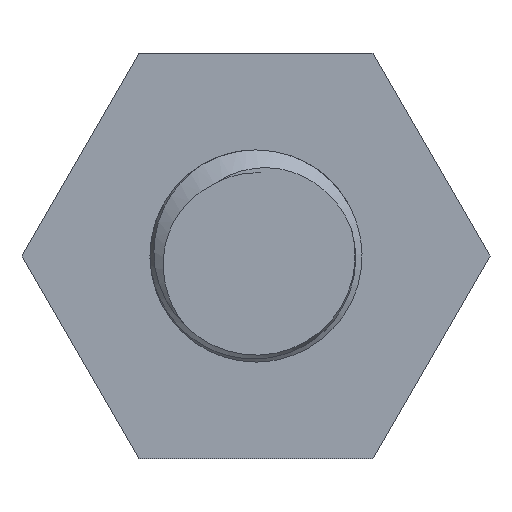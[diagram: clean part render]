
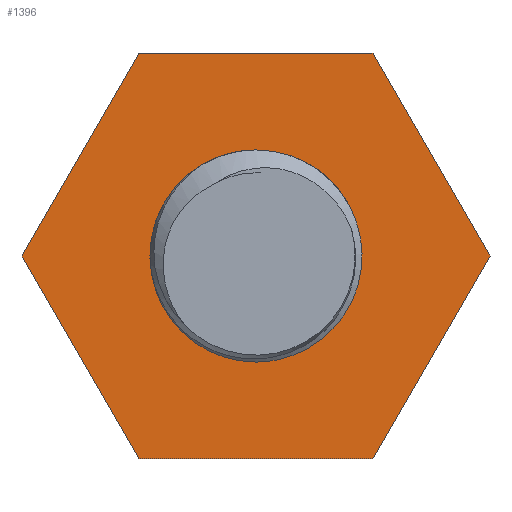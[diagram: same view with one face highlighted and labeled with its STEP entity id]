
A CAD part, front view. The second image highlights one B-rep face of the part: STEP entity #1396.
In plain terms, the highlighted planar face has unit normal (0, -1, 0).
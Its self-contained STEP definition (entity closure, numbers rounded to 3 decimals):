
#30 = AXIS2_PLACEMENT_3D ( 'NONE', #1917, #1848, #1839 ) ;
#68 = DIRECTION ( 'NONE',  ( 1., 0., 0. ) ) ;
#130 = DIRECTION ( 'NONE',  ( -0.5, 0., -0.866 ) ) ;
#178 = DIRECTION ( 'NONE',  ( 0.5, 0., 0.866 ) ) ;
#190 = CARTESIAN_POINT ( 'NONE',  ( 1.206, 0., 2.675 ) ) ;
#207 = CARTESIAN_POINT ( 'NONE',  ( -0.339, 0., 0. ) ) ;
#222 = VECTOR ( 'NONE', #3031, 1000. ) ;
#226 = LINE ( 'NONE', #3072, #222 ) ;
#252 = VECTOR ( 'NONE', #68, 1000. ) ;
#262 = LINE ( 'NONE', #190, #252 ) ;
#265 = VECTOR ( 'NONE', #178, 1000. ) ;
#275 = LINE ( 'NONE', #207, #265 ) ;
#396 = VECTOR ( 'NONE', #728, 1000. ) ;
#406 = VECTOR ( 'NONE', #1138, 1000. ) ;
#411 = LINE ( 'NONE', #755, #396 ) ;
#415 = LINE ( 'NONE', #850, #406 ) ;
#426 = CIRCLE ( 'NONE', #2249, 1.4 ) ;
#480 = VECTOR ( 'NONE', #130, 1000. ) ;
#493 = LINE ( 'NONE', #3790, #480 ) ;
#728 = DIRECTION ( 'NONE',  ( -0.5, 0., 0.866 ) ) ;
#735 = FACE_OUTER_BOUND ( 'NONE', #1452, .T. ) ;
#755 = CARTESIAN_POINT ( 'NONE',  ( 1.206, 0., -2.675 ) ) ;
#758 = FACE_BOUND ( 'NONE', #1424, .T. ) ;
#850 = CARTESIAN_POINT ( 'NONE',  ( 4.294, 0., 2.675 ) ) ;
#869 = CARTESIAN_POINT ( 'NONE',  ( 2.2, 0., -0.953 ) ) ;
#883 = CARTESIAN_POINT ( 'NONE',  ( 2.074, 0., -0.895 ) ) ;
#898 = CARTESIAN_POINT ( 'NONE',  ( 1.959, 0., -0.815 ) ) ;
#911 = CARTESIAN_POINT ( 'NONE',  ( 1.767, 0., -0.621 ) ) ;
#927 = CARTESIAN_POINT ( 'NONE',  ( 1.687, 0., -0.506 ) ) ;
#957 = CARTESIAN_POINT ( 'NONE',  ( 1.574, 0., -0.258 ) ) ;
#972 = CARTESIAN_POINT ( 'NONE',  ( 1.539, 0., -0.122 ) ) ;
#985 = CARTESIAN_POINT ( 'NONE',  ( 1.519, 0., 0.15 ) ) ;
#1048 = CARTESIAN_POINT ( 'NONE',  ( 1.531, 0., 0.289 ) ) ;
#1062 = CARTESIAN_POINT ( 'NONE',  ( 1.631, 0., 0.685 ) ) ;
#1088 = CARTESIAN_POINT ( 'NONE',  ( 1.786, 0., 0.928 ) ) ;
#1101 = CARTESIAN_POINT ( 'NONE',  ( 2.106, 0., 1.186 ) ) ;
#1107 = CARTESIAN_POINT ( 'NONE',  ( 2.224, 0., 1.255 ) ) ;
#1117 = CARTESIAN_POINT ( 'NONE',  ( 2.48, 0., 1.357 ) ) ;
#1138 = DIRECTION ( 'NONE',  ( 0.5, 0., -0.866 ) ) ;
#1163 = CARTESIAN_POINT ( 'NONE',  ( 2.75, 0., 1.4 ) ) ;
#1177 = CARTESIAN_POINT ( 'NONE',  ( 2.613, 0., 1.388 ) ) ;
#1183 = DIRECTION ( 'NONE',  ( 0., 0., 1. ) ) ;
#1189 = DIRECTION ( 'NONE',  ( 0., -1., 0. ) ) ;
#1194 = CARTESIAN_POINT ( 'NONE',  ( 2.75, 0., 0. ) ) ;
#1323 = ORIENTED_EDGE ( 'NONE', *, *, #3779, .F. ) ;
#1329 = ORIENTED_EDGE ( 'NONE', *, *, #3886, .F. ) ;
#1332 = ORIENTED_EDGE ( 'NONE', *, *, #3393, .F. ) ;
#1346 = ORIENTED_EDGE ( 'NONE', *, *, #3198, .F. ) ;
#1357 = ORIENTED_EDGE ( 'NONE', *, *, #3972, .F. ) ;
#1358 = ORIENTED_EDGE ( 'NONE', *, *, #3424, .F. ) ;
#1361 = ORIENTED_EDGE ( 'NONE', *, *, #3288, .F. ) ;
#1369 = ORIENTED_EDGE ( 'NONE', *, *, #3346, .F. ) ;
#1390 = ORIENTED_EDGE ( 'NONE', *, *, #3990, .F. ) ;
#1396 = ADVANCED_FACE ( 'NONE', ( #758, #735 ), #1875, .F. ) ;
#1424 = EDGE_LOOP ( 'NONE', ( #1390, #1369, #1361 ) ) ;
#1438 = VERTEX_POINT ( 'NONE', #1755 ) ;
#1449 = CARTESIAN_POINT ( 'NONE',  ( 1.206, 0., -2.675 ) ) ;
#1452 = EDGE_LOOP ( 'NONE', ( #1358, #1357, #1346, #1332, #1329, #1323 ) ) ;
#1477 = CARTESIAN_POINT ( 'NONE',  ( -0.339, 0., 0. ) ) ;
#1696 = VERTEX_POINT ( 'NONE', #4034 ) ;
#1755 = CARTESIAN_POINT ( 'NONE',  ( 2.2, 0., -0.953 ) ) ;
#1793 = CARTESIAN_POINT ( 'NONE',  ( 4.294, 0., -2.675 ) ) ;
#1826 = B_SPLINE_CURVE_WITH_KNOTS ( 'NONE', 3,
 ( #3262, #3274, #2940, #2925, #2913, #2900, #2888, #2872, #2842, #2828, #2808, #2801, #2792, #2776, #2755, #2740 ),
 .UNSPECIFIED., .F., .F.,
 ( 4, 2, 2, 2, 2, 2, 2, 4 ),
 ( 0., 0., 0.001, 0.001, 0.002, 0.002, 0.003, 0.003 ),
 .UNSPECIFIED. ) ;
#1839 = DIRECTION ( 'NONE',  ( -1., 0., 0. ) ) ;
#1848 = DIRECTION ( 'NONE',  ( 0., 1., 0. ) ) ;
#1872 = VERTEX_POINT ( 'NONE', #2657 ) ;
#1875 = PLANE ( 'NONE',  #30 ) ;
#1881 = VERTEX_POINT ( 'NONE', #2629 ) ;
#1899 = VERTEX_POINT ( 'NONE', #2446 ) ;
#1917 = CARTESIAN_POINT ( 'NONE',  ( 0., 0., 0. ) ) ;
#2040 = VERTEX_POINT ( 'NONE', #2171 ) ;
#2171 = CARTESIAN_POINT ( 'NONE',  ( 1.206, 0., 2.675 ) ) ;
#2249 = AXIS2_PLACEMENT_3D ( 'NONE', #1194, #1189, #1183 ) ;
#2316 = VERTEX_POINT ( 'NONE', #1793 ) ;
#2374 = VERTEX_POINT ( 'NONE', #1477 ) ;
#2409 = VERTEX_POINT ( 'NONE', #1449 ) ;
#2446 = CARTESIAN_POINT ( 'NONE',  ( 5.839, 0., 0. ) ) ;
#2478 = B_SPLINE_CURVE_WITH_KNOTS ( 'NONE', 3,
 ( #1163, #1177, #1117, #1107, #1101, #1088, #1062, #1048, #985, #972, #957, #927, #911, #898, #883, #869 ),
 .UNSPECIFIED., .F., .F.,
 ( 4, 2, 2, 2, 2, 2, 2, 4 ),
 ( 0., 0., 0.001, 0.002, 0.002, 0.002, 0.003, 0.003 ),
 .UNSPECIFIED. ) ;
#2629 = CARTESIAN_POINT ( 'NONE',  ( 3.962, 0., 0.7 ) ) ;
#2657 = CARTESIAN_POINT ( 'NONE',  ( 2.75, 0., 1.4 ) ) ;
#2740 = CARTESIAN_POINT ( 'NONE',  ( 3.962, 0., 0.7 ) ) ;
#2755 = CARTESIAN_POINT ( 'NONE',  ( 4.021, 0., 0.575 ) ) ;
#2776 = CARTESIAN_POINT ( 'NONE',  ( 4.06, 0., 0.444 ) ) ;
#2792 = CARTESIAN_POINT ( 'NONE',  ( 4.099, 0., 0.172 ) ) ;
#2801 = CARTESIAN_POINT ( 'NONE',  ( 4.1, 0., 0.035 ) ) ;
#2808 = CARTESIAN_POINT ( 'NONE',  ( 4.035, 0., -0.372 ) ) ;
#2828 = CARTESIAN_POINT ( 'NONE',  ( 3.903, 0., -0.626 ) ) ;
#2842 = CARTESIAN_POINT ( 'NONE',  ( 3.608, 0., -0.913 ) ) ;
#2872 = CARTESIAN_POINT ( 'NONE',  ( 3.495, 0., -0.992 ) ) ;
#2888 = CARTESIAN_POINT ( 'NONE',  ( 3.247, 0., -1.111 ) ) ;
#2900 = CARTESIAN_POINT ( 'NONE',  ( 3.114, 0., -1.148 ) ) ;
#2913 = CARTESIAN_POINT ( 'NONE',  ( 2.84, 0., -1.174 ) ) ;
#2925 = CARTESIAN_POINT ( 'NONE',  ( 2.703, 0., -1.162 ) ) ;
#2940 = CARTESIAN_POINT ( 'NONE',  ( 2.437, 0., -1.091 ) ) ;
#3031 = DIRECTION ( 'NONE',  ( -1., 0., 0. ) ) ;
#3072 = CARTESIAN_POINT ( 'NONE',  ( 4.294, 0., -2.675 ) ) ;
#3198 = EDGE_CURVE ( 'NONE', #1899, #2316, #493, .T. ) ;
#3262 = CARTESIAN_POINT ( 'NONE',  ( 2.2, 0., -0.953 ) ) ;
#3274 = CARTESIAN_POINT ( 'NONE',  ( 2.313, 0., -1.033 ) ) ;
#3288 = EDGE_CURVE ( 'NONE', #1881, #1872, #426, .T. ) ;
#3346 = EDGE_CURVE ( 'NONE', #1872, #1438, #2478, .T. ) ;
#3393 = EDGE_CURVE ( 'NONE', #1696, #1899, #415, .T. ) ;
#3424 = EDGE_CURVE ( 'NONE', #2409, #2374, #411, .T. ) ;
#3779 = EDGE_CURVE ( 'NONE', #2374, #2040, #275, .T. ) ;
#3790 = CARTESIAN_POINT ( 'NONE',  ( 5.839, 0., 0. ) ) ;
#3886 = EDGE_CURVE ( 'NONE', #2040, #1696, #262, .T. ) ;
#3972 = EDGE_CURVE ( 'NONE', #2316, #2409, #226, .T. ) ;
#3990 = EDGE_CURVE ( 'NONE', #1438, #1881, #1826, .T. ) ;
#4034 = CARTESIAN_POINT ( 'NONE',  ( 4.294, 0., 2.675 ) ) ;
